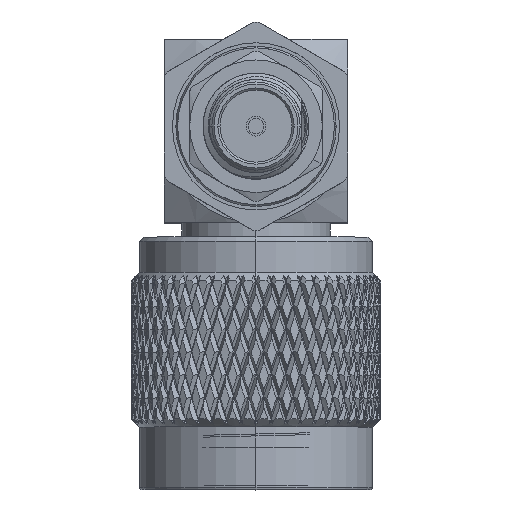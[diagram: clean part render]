
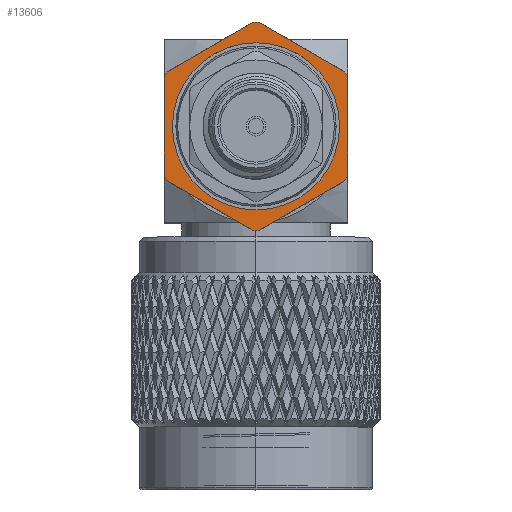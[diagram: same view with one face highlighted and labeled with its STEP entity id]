
A CAD part, top view. The second image highlights one B-rep face of the part: STEP entity #13606.
In plain terms, the highlighted face is planar.
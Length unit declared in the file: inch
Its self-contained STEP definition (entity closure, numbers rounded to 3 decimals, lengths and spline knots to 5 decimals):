
#1426 = EDGE_CURVE ( 'NONE', #95324, #46629, #58803, .T. ) ;
#1717 = DIRECTION ( 'NONE',  ( 0., 0., -1. ) ) ;
#2472 = CARTESIAN_POINT ( 'NONE',  ( 0.433, 0., -0.19735 ) ) ;
#4549 = VECTOR ( 'NONE', #46889, 39.37008 ) ;
#4609 = EDGE_CURVE ( 'NONE', #53897, #11504, #76441, .T. ) ;
#5174 = DIRECTION ( 'NONE',  ( 1., 0., 0. ) ) ;
#5706 = CARTESIAN_POINT ( 'NONE',  ( 0.433, 0.24624, 0.00649 ) ) ;
#6438 = CARTESIAN_POINT ( 'NONE',  ( 0.433, 0.1175, 0.2165 ) ) ;
#6782 = AXIS2_PLACEMENT_3D ( 'NONE', #103067, #77295, #103814 ) ;
#7220 = EDGE_CURVE ( 'NONE', #95324, #50767, #62849, .T. ) ;
#8772 = CARTESIAN_POINT ( 'NONE',  ( 0.433, -0.24999, 0. ) ) ;
#10790 = CIRCLE ( 'NONE', #6782, 0.24633 ) ;
#11381 = CARTESIAN_POINT ( 'NONE',  ( 0.433, 0.1175, -0.2165 ) ) ;
#11504 = VERTEX_POINT ( 'NONE', #24268 ) ;
#13323 = CARTESIAN_POINT ( 'NONE',  ( 0.433, 0., 0. ) ) ;
#13565 = ORIENTED_EDGE ( 'NONE', *, *, #94804, .F. ) ;
#13606 = ADVANCED_FACE ( 'NONE', ( #58217, #78276 ), #26123, .T. ) ;
#14159 = DIRECTION ( 'NONE',  ( 0., 0., -1. ) ) ;
#14332 = LINE ( 'NONE', #39414, #93081 ) ;
#15390 = EDGE_CURVE ( 'NONE', #101538, #53033, #84764, .T. ) ;
#15708 = ORIENTED_EDGE ( 'NONE', *, *, #55867, .T. ) ;
#16678 = DIRECTION ( 'NONE',  ( 0., 0., -1. ) ) ;
#16887 = DIRECTION ( 'NONE',  ( 1., 0., 0. ) ) ;
#17336 = DIRECTION ( 'NONE',  ( 0., 0.5, 0.866 ) ) ;
#17843 = AXIS2_PLACEMENT_3D ( 'NONE', #91708, #39154, #14159 ) ;
#18260 = DIRECTION ( 'NONE',  ( -1., 0., 0. ) ) ;
#18592 = LINE ( 'NONE', #8772, #65192 ) ;
#19471 = EDGE_LOOP ( 'NONE', ( #26943, #15708 ) ) ;
#19921 = ORIENTED_EDGE ( 'NONE', *, *, #25646, .T. ) ;
#20630 = CARTESIAN_POINT ( 'NONE',  ( 0.433, 0.12874, -0.21001 ) ) ;
#20681 = DIRECTION ( 'NONE',  ( 0., 0., -1. ) ) ;
#21847 = CARTESIAN_POINT ( 'NONE',  ( 0.433, -0.24624, 0.00649 ) ) ;
#22032 = LINE ( 'NONE', #72256, #87432 ) ;
#22615 = VERTEX_POINT ( 'NONE', #11381 ) ;
#23891 = VERTEX_POINT ( 'NONE', #108470 ) ;
#24268 = CARTESIAN_POINT ( 'NONE',  ( 0.433, -0.1175, -0.2165 ) ) ;
#24884 = DIRECTION ( 'NONE',  ( 0., -0.5, 0.866 ) ) ;
#24950 = ORIENTED_EDGE ( 'NONE', *, *, #90208, .F. ) ;
#25646 = EDGE_CURVE ( 'NONE', #88375, #93430, #18592, .T. ) ;
#26014 = CARTESIAN_POINT ( 'NONE',  ( 0.433, 0., 0. ) ) ;
#26123 = PLANE ( 'NONE',  #104992 ) ;
#26542 = CIRCLE ( 'NONE', #94525, 0.24633 ) ;
#26943 = ORIENTED_EDGE ( 'NONE', *, *, #79218, .T. ) ;
#27270 = LINE ( 'NONE', #89068, #4549 ) ;
#29463 = ORIENTED_EDGE ( 'NONE', *, *, #1426, .F. ) ;
#29613 = AXIS2_PLACEMENT_3D ( 'NONE', #108563, #5174, #65146 ) ;
#30720 = EDGE_CURVE ( 'NONE', #23891, #46629, #22032, .T. ) ;
#30879 = DIRECTION ( 'NONE',  ( 1., 0., 0. ) ) ;
#31147 = DIRECTION ( 'NONE',  ( 0., -0.5, -0.866 ) ) ;
#31505 = CARTESIAN_POINT ( 'NONE',  ( 0.433, 0.24999, 0. ) ) ;
#32223 = AXIS2_PLACEMENT_3D ( 'NONE', #96493, #96846, #1717 ) ;
#33119 = DIRECTION ( 'NONE',  ( 1., 0., 0. ) ) ;
#35288 = CARTESIAN_POINT ( 'NONE',  ( 0.433, -0.24624, -0.00649 ) ) ;
#38925 = EDGE_CURVE ( 'NONE', #23891, #93430, #81468, .T. ) ;
#39154 = DIRECTION ( 'NONE',  ( 1., 0., 0. ) ) ;
#39414 = CARTESIAN_POINT ( 'NONE',  ( 0.433, -0.125, -0.2165 ) ) ;
#40448 = CARTESIAN_POINT ( 'NONE',  ( 0.433, 0.12874, 0.21001 ) ) ;
#44916 = EDGE_CURVE ( 'NONE', #22615, #11504, #27270, .T. ) ;
#45866 = VERTEX_POINT ( 'NONE', #2472 ) ;
#46629 = VERTEX_POINT ( 'NONE', #6438 ) ;
#46889 = DIRECTION ( 'NONE',  ( 0., -1., 0. ) ) ;
#49183 = ORIENTED_EDGE ( 'NONE', *, *, #44916, .T. ) ;
#50767 = VERTEX_POINT ( 'NONE', #5706 ) ;
#53033 = VERTEX_POINT ( 'NONE', #20630 ) ;
#53799 = ORIENTED_EDGE ( 'NONE', *, *, #4609, .F. ) ;
#53897 = VERTEX_POINT ( 'NONE', #106684 ) ;
#54205 = ORIENTED_EDGE ( 'NONE', *, *, #30720, .T. ) ;
#54383 = ORIENTED_EDGE ( 'NONE', *, *, #109376, .F. ) ;
#55283 = AXIS2_PLACEMENT_3D ( 'NONE', #13323, #30879, #56183 ) ;
#55867 = EDGE_CURVE ( 'NONE', #107175, #45866, #105035, .T. ) ;
#55959 = DIRECTION ( 'NONE',  ( 0., 0.5, -0.866 ) ) ;
#56183 = DIRECTION ( 'NONE',  ( 0., 0., -1. ) ) ;
#58217 = FACE_BOUND ( 'NONE', #19471, .T. ) ;
#58803 = CIRCLE ( 'NONE', #17843, 0.24633 ) ;
#62069 = VECTOR ( 'NONE', #31147, 39.37008 ) ;
#62849 = LINE ( 'NONE', #63409, #101546 ) ;
#63409 = CARTESIAN_POINT ( 'NONE',  ( 0.433, 0.125, 0.2165 ) ) ;
#64206 = ORIENTED_EDGE ( 'NONE', *, *, #15390, .T. ) ;
#65146 = DIRECTION ( 'NONE',  ( 0., 0., -1. ) ) ;
#65192 = VECTOR ( 'NONE', #17336, 39.37008 ) ;
#68732 = CARTESIAN_POINT ( 'NONE',  ( 0.433, -0.12874, 0.21001 ) ) ;
#71979 = EDGE_CURVE ( 'NONE', #53897, #72068, #14332, .T. ) ;
#72068 = VERTEX_POINT ( 'NONE', #35288 ) ;
#72256 = CARTESIAN_POINT ( 'NONE',  ( 0.433, -0.125, 0.2165 ) ) ;
#75244 = CIRCLE ( 'NONE', #92907, 0.24633 ) ;
#76441 = CIRCLE ( 'NONE', #29613, 0.24633 ) ;
#77295 = DIRECTION ( 'NONE',  ( 1., 0., 0. ) ) ;
#78276 = FACE_OUTER_BOUND ( 'NONE', #105000, .T. ) ;
#79218 = EDGE_CURVE ( 'NONE', #45866, #107175, #88995, .T. ) ;
#81468 = CIRCLE ( 'NONE', #110525, 0.24633 ) ;
#84761 = CARTESIAN_POINT ( 'NONE',  ( 0.433, 0., 0. ) ) ;
#84764 = LINE ( 'NONE', #31505, #62069 ) ;
#85765 = DIRECTION ( 'NONE',  ( 0., 0., 1. ) ) ;
#86152 = CARTESIAN_POINT ( 'NONE',  ( 0.433, 0.19735, 0. ) ) ;
#87432 = VECTOR ( 'NONE', #89822, 39.37008 ) ;
#87505 = ORIENTED_EDGE ( 'NONE', *, *, #71979, .T. ) ;
#88375 = VERTEX_POINT ( 'NONE', #21847 ) ;
#88995 = CIRCLE ( 'NONE', #55283, 0.19735 ) ;
#89068 = CARTESIAN_POINT ( 'NONE',  ( 0.433, 0.125, -0.2165 ) ) ;
#89716 = CARTESIAN_POINT ( 'NONE',  ( 0.433, 0., 0. ) ) ;
#89822 = DIRECTION ( 'NONE',  ( 0., 1., 0. ) ) ;
#90208 = EDGE_CURVE ( 'NONE', #101538, #50767, #26542, .T. ) ;
#90230 = CARTESIAN_POINT ( 'NONE',  ( 0.433, 0.24624, -0.00649 ) ) ;
#91708 = CARTESIAN_POINT ( 'NONE',  ( 0.433, 0., 0. ) ) ;
#92907 = AXIS2_PLACEMENT_3D ( 'NONE', #26014, #33119, #16678 ) ;
#93081 = VECTOR ( 'NONE', #24884, 39.37008 ) ;
#93430 = VERTEX_POINT ( 'NONE', #68732 ) ;
#94525 = AXIS2_PLACEMENT_3D ( 'NONE', #89716, #97938, #20681 ) ;
#94804 = EDGE_CURVE ( 'NONE', #22615, #53033, #75244, .T. ) ;
#95324 = VERTEX_POINT ( 'NONE', #40448 ) ;
#96493 = CARTESIAN_POINT ( 'NONE',  ( 0.433, 0., 0. ) ) ;
#96846 = DIRECTION ( 'NONE',  ( 1., 0., 0. ) ) ;
#97938 = DIRECTION ( 'NONE',  ( 1., 0., 0. ) ) ;
#98994 = ORIENTED_EDGE ( 'NONE', *, *, #7220, .T. ) ;
#100392 = ORIENTED_EDGE ( 'NONE', *, *, #38925, .F. ) ;
#101538 = VERTEX_POINT ( 'NONE', #90230 ) ;
#101546 = VECTOR ( 'NONE', #55959, 39.37008 ) ;
#101969 = DIRECTION ( 'NONE',  ( 0., 0., -1. ) ) ;
#103067 = CARTESIAN_POINT ( 'NONE',  ( 0.433, 0., 0. ) ) ;
#103538 = CARTESIAN_POINT ( 'NONE',  ( 0.433, 0., 0.19735 ) ) ;
#103814 = DIRECTION ( 'NONE',  ( 0., 0., -1. ) ) ;
#104992 = AXIS2_PLACEMENT_3D ( 'NONE', #86152, #18260, #85765 ) ;
#105000 = EDGE_LOOP ( 'NONE', ( #29463, #98994, #24950, #64206, #13565, #49183, #53799, #87505, #54383, #19921, #100392, #54205 ) ) ;
#105035 = CIRCLE ( 'NONE', #32223, 0.19735 ) ;
#106684 = CARTESIAN_POINT ( 'NONE',  ( 0.433, -0.12874, -0.21001 ) ) ;
#107175 = VERTEX_POINT ( 'NONE', #103538 ) ;
#108470 = CARTESIAN_POINT ( 'NONE',  ( 0.433, -0.1175, 0.2165 ) ) ;
#108563 = CARTESIAN_POINT ( 'NONE',  ( 0.433, 0., 0. ) ) ;
#109376 = EDGE_CURVE ( 'NONE', #88375, #72068, #10790, .T. ) ;
#110525 = AXIS2_PLACEMENT_3D ( 'NONE', #84761, #16887, #101969 ) ;
